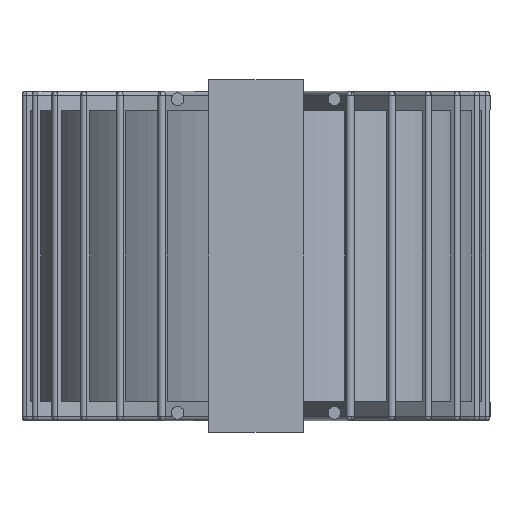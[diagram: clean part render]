
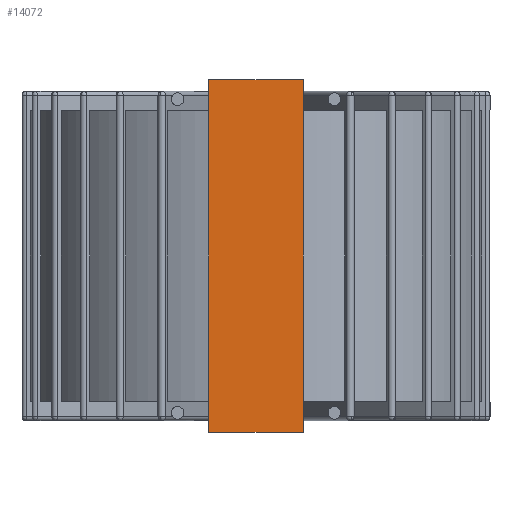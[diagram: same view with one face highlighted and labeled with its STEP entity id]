
A CAD part, front view. The second image highlights one B-rep face of the part: STEP entity #14072.
In plain terms, the highlighted planar face has unit normal (0, -1, 0).
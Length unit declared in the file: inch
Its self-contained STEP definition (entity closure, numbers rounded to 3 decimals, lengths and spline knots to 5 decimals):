
#41=DIRECTION('',(0.,0.,-1.));
#42=VECTOR('',#41,0.45);
#43=CARTESIAN_POINT('',(0.06,-0.3,0.225));
#44=LINE('',#43,#42);
#165=DIRECTION('',(0.,0.,-1.));
#166=VECTOR('',#165,0.45);
#167=CARTESIAN_POINT('',(-0.06,-0.3,0.225));
#168=LINE('',#167,#166);
#5383=DIRECTION('',(1.,0.,0.));
#5384=VECTOR('',#5383,0.12);
#5385=CARTESIAN_POINT('',(-0.06,-0.3,0.225));
#5386=LINE('',#5385,#5384);
#5391=DIRECTION('',(1.,0.,0.));
#5392=VECTOR('',#5391,0.12);
#5393=CARTESIAN_POINT('',(-0.06,-0.3,-0.225));
#5394=LINE('',#5393,#5392);
#6527=CARTESIAN_POINT('',(-0.06,-0.3,0.225));
#6528=CARTESIAN_POINT('',(-0.06,-0.3,-0.225));
#6529=VERTEX_POINT('',#6527);
#6530=VERTEX_POINT('',#6528);
#6535=CARTESIAN_POINT('',(0.06,-0.3,0.225));
#6536=CARTESIAN_POINT('',(0.06,-0.3,-0.225));
#6537=VERTEX_POINT('',#6535);
#6538=VERTEX_POINT('',#6536);
#14060=CARTESIAN_POINT('',(-0.06,-0.3,0.225));
#14061=DIRECTION('',(0.,-1.,0.));
#14062=DIRECTION('',(0.,0.,-1.));
#14063=AXIS2_PLACEMENT_3D('',#14060,#14061,#14062);
#14064=PLANE('',#14063);
#14065=ORIENTED_EDGE('',*,*,#7005,.F.);
#14066=ORIENTED_EDGE('',*,*,#14054,.T.);
#14067=ORIENTED_EDGE('',*,*,#6796,.T.);
#14069=ORIENTED_EDGE('',*,*,#14068,.F.);
#14070=EDGE_LOOP('',(#14065,#14066,#14067,#14069));
#14071=FACE_OUTER_BOUND('',#14070,.F.);
#6796=EDGE_CURVE('',#6537,#6538,#44,.T.);
#7005=EDGE_CURVE('',#6529,#6530,#168,.T.);
#14054=EDGE_CURVE('',#6529,#6537,#5386,.T.);
#14068=EDGE_CURVE('',#6530,#6538,#5394,.T.);
#14072=ADVANCED_FACE('',(#14071),#14064,.T.);
